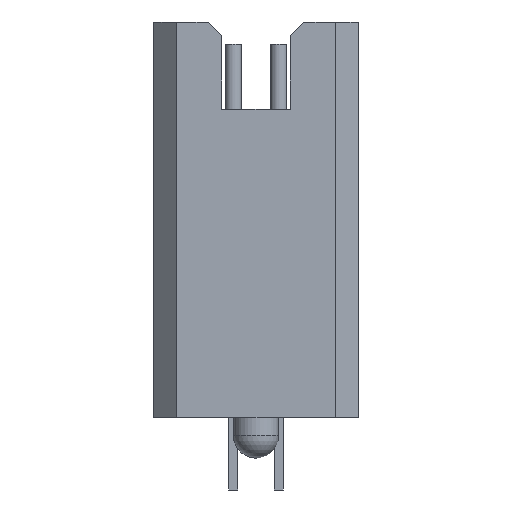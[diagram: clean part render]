
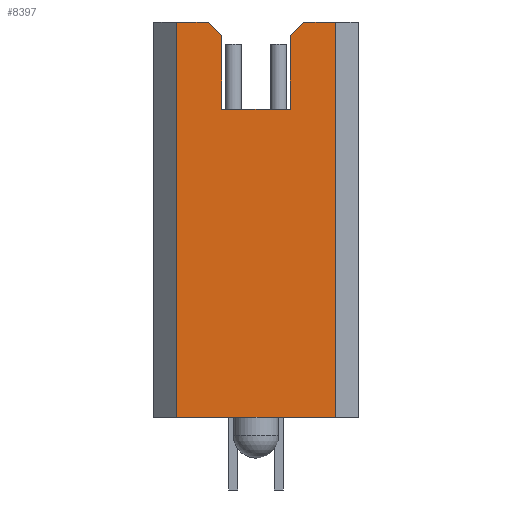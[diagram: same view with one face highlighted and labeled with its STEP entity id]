
A CAD part, left-side view. The second image highlights one B-rep face of the part: STEP entity #8397.
In plain terms, the highlighted planar face has unit normal (-1, 0, 0).
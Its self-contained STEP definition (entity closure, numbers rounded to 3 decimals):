
#289=FACE_OUTER_BOUND('',#645,.T.);
#645=EDGE_LOOP('',(#6039,#6040,#6041,#6042,#6043,#6044,#6045,#6046,#6047,
#6048,#6049));
#998=LINE('',#11420,#2159);
#1006=LINE('',#11438,#2167);
#1522=LINE('',#12474,#2683);
#1526=LINE('',#12485,#2687);
#1532=LINE('',#12496,#2693);
#1533=LINE('',#12499,#2694);
#1534=LINE('',#12500,#2695);
#1535=LINE('',#12501,#2696);
#1536=LINE('',#12503,#2697);
#1537=LINE('',#12505,#2698);
#1538=LINE('',#12506,#2699);
#2159=VECTOR('',#9260,1000.);
#2167=VECTOR('',#9272,1000.);
#2683=VECTOR('',#9806,1000.);
#2687=VECTOR('',#9814,1000.);
#2693=VECTOR('',#9822,1000.);
#2694=VECTOR('',#9825,1000.);
#2695=VECTOR('',#9826,1000.);
#2696=VECTOR('',#9827,1000.);
#2697=VECTOR('',#9828,1000.);
#2698=VECTOR('',#9829,1000.);
#2699=VECTOR('',#9830,1000.);
#3319=VERTEX_POINT('',#11416);
#3321=VERTEX_POINT('',#11419);
#3327=VERTEX_POINT('',#11434);
#3329=VERTEX_POINT('',#11437);
#3840=VERTEX_POINT('',#12473);
#3843=VERTEX_POINT('',#12481);
#3845=VERTEX_POINT('',#12484);
#3848=VERTEX_POINT('',#12492);
#3850=VERTEX_POINT('',#12498);
#3851=VERTEX_POINT('',#12502);
#3852=VERTEX_POINT('',#12504);
#4191=EDGE_CURVE('',#3319,#3321,#998,.T.);
#4199=EDGE_CURVE('',#3327,#3329,#1006,.T.);
#4715=EDGE_CURVE('',#3321,#3840,#1522,.T.);
#4720=EDGE_CURVE('',#3845,#3843,#1526,.T.);
#4726=EDGE_CURVE('',#3840,#3848,#1532,.T.);
#4727=EDGE_CURVE('',#3850,#3327,#1533,.T.);
#4728=EDGE_CURVE('',#3850,#3845,#1534,.T.);
#4729=EDGE_CURVE('',#3843,#3848,#1535,.T.);
#4730=EDGE_CURVE('',#3319,#3851,#1536,.T.);
#4731=EDGE_CURVE('',#3852,#3851,#1537,.T.);
#4732=EDGE_CURVE('',#3329,#3852,#1538,.T.);
#6039=ORIENTED_EDGE('',*,*,#4199,.F.);
#6040=ORIENTED_EDGE('',*,*,#4727,.F.);
#6041=ORIENTED_EDGE('',*,*,#4728,.T.);
#6042=ORIENTED_EDGE('',*,*,#4720,.T.);
#6043=ORIENTED_EDGE('',*,*,#4729,.T.);
#6044=ORIENTED_EDGE('',*,*,#4726,.F.);
#6045=ORIENTED_EDGE('',*,*,#4715,.F.);
#6046=ORIENTED_EDGE('',*,*,#4191,.F.);
#6047=ORIENTED_EDGE('',*,*,#4730,.T.);
#6048=ORIENTED_EDGE('',*,*,#4731,.F.);
#6049=ORIENTED_EDGE('',*,*,#4732,.F.);
#8113=PLANE('',#8772);
#8397=ADVANCED_FACE('',(#289),#8113,.F.);
#8772=AXIS2_PLACEMENT_3D('',#12497,#9823,#9824);
#9260=DIRECTION('',(0.,-0.707,0.707));
#9272=DIRECTION('',(0.,-0.707,-0.707));
#9806=DIRECTION('',(0.,-1.,0.));
#9814=DIRECTION('',(0.,-1.,0.));
#9822=DIRECTION('',(0.,0.,-1.));
#9823=DIRECTION('center_axis',(1.,0.,0.));
#9824=DIRECTION('ref_axis',(0.,1.,0.));
#9825=DIRECTION('',(0.,-1.,0.));
#9826=DIRECTION('',(0.,0.,-1.));
#9827=DIRECTION('',(0.,-1.,0.));
#9828=DIRECTION('',(0.,0.,-1.));
#9829=DIRECTION('',(0.,-1.,0.));
#9830=DIRECTION('',(0.,0.,-1.));
#11416=CARTESIAN_POINT('',(-20.638,-0.953,10.668));
#11419=CARTESIAN_POINT('',(-20.638,-1.334,11.049));
#11420=CARTESIAN_POINT('',(-20.638,-0.953,10.668));
#11434=CARTESIAN_POINT('',(-20.638,1.334,11.049));
#11437=CARTESIAN_POINT('',(-20.638,0.952,10.668));
#11438=CARTESIAN_POINT('',(-20.638,1.334,11.049));
#12473=CARTESIAN_POINT('',(-20.638,-2.223,11.049));
#12474=CARTESIAN_POINT('',(-20.638,2.223,11.049));
#12481=CARTESIAN_POINT('',(-20.638,0.,0.));
#12484=CARTESIAN_POINT('',(-20.638,2.223,0.));
#12485=CARTESIAN_POINT('',(-20.638,2.223,0.));
#12492=CARTESIAN_POINT('',(-20.638,-2.223,0.));
#12496=CARTESIAN_POINT('',(-20.638,-2.223,11.049));
#12497=CARTESIAN_POINT('Origin',(-20.638,2.223,11.049));
#12498=CARTESIAN_POINT('',(-20.638,2.223,11.049));
#12499=CARTESIAN_POINT('',(-20.638,2.223,11.049));
#12500=CARTESIAN_POINT('',(-20.638,2.223,11.049));
#12501=CARTESIAN_POINT('',(-20.638,2.223,0.));
#12502=CARTESIAN_POINT('',(-20.638,-0.953,8.611));
#12503=CARTESIAN_POINT('',(-20.638,-0.953,13.487));
#12504=CARTESIAN_POINT('',(-20.638,0.952,8.611));
#12505=CARTESIAN_POINT('',(-20.638,0.952,8.611));
#12506=CARTESIAN_POINT('',(-20.638,0.952,13.487));
